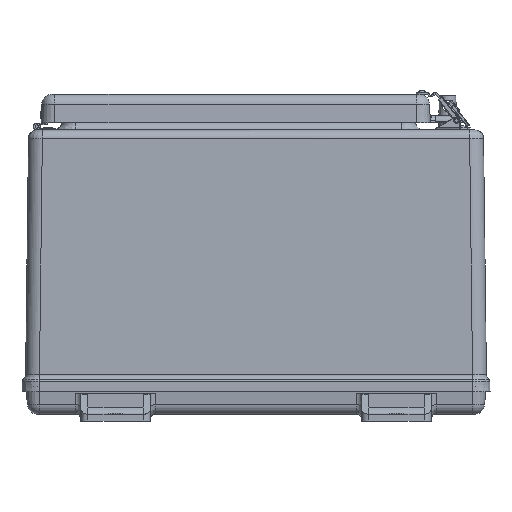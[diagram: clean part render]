
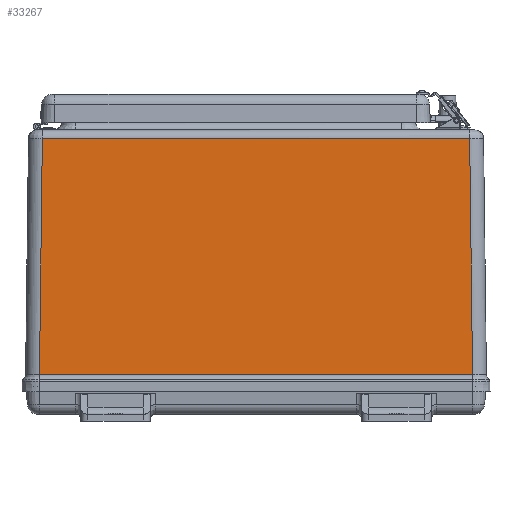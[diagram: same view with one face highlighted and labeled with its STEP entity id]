
A CAD part, front view. The second image highlights one B-rep face of the part: STEP entity #33267.
In plain terms, the highlighted planar face has unit normal (0, -1, 0.012).
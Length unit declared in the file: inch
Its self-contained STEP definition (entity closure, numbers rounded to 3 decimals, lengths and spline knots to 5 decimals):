
#2284 = VECTOR ( 'NONE', #24300, 39.37008 ) ;
#6179 = VERTEX_POINT ( 'NONE', #14066 ) ;
#6927 = ORIENTED_EDGE ( 'NONE', *, *, #44249, .F. ) ;
#7538 = LINE ( 'NONE', #38953, #60524 ) ;
#7983 = VERTEX_POINT ( 'NONE', #52196 ) ;
#8125 = CARTESIAN_POINT ( 'NONE',  ( -7.80746, -10.14595, 0. ) ) ;
#9164 = CARTESIAN_POINT ( 'NONE',  ( 7.80747, -10.14595, 0. ) ) ;
#12183 = VECTOR ( 'NONE', #47406, 39.37008 ) ;
#12877 = EDGE_CURVE ( 'NONE', #7983, #32316, #7538, .T. ) ;
#14066 = CARTESIAN_POINT ( 'NONE',  ( -7.80746, -10.14604, -0.00773 ) ) ;
#14185 = CARTESIAN_POINT ( 'NONE',  ( -8.30745, -10.04284, 8.50142 ) ) ;
#15032 = CARTESIAN_POINT ( 'NONE',  ( -7.70437, -10.04284, 8.50142 ) ) ;
#15153 = EDGE_CURVE ( 'NONE', #7983, #6179, #65122, .T. ) ;
#15838 = CARTESIAN_POINT ( 'NONE',  ( 7.70437, -10.04284, 8.50142 ) ) ;
#17199 = DIRECTION ( 'NONE',  ( 0.012, 0.012, 1. ) ) ;
#18423 = VECTOR ( 'NONE', #50772, 39.37008 ) ;
#19988 = EDGE_CURVE ( 'NONE', #42357, #32316, #48268, .T. ) ;
#20508 = EDGE_CURVE ( 'NONE', #6179, #55325, #31563, .T. ) ;
#21292 = DIRECTION ( 'NONE',  ( 0., -0.012, -1. ) ) ;
#23247 = VECTOR ( 'NONE', #45555, 39.37008 ) ;
#24300 = DIRECTION ( 'NONE',  ( 0., -0.012, -1. ) ) ;
#26247 = CARTESIAN_POINT ( 'NONE',  ( 7.80749, -10.14595, 0. ) ) ;
#30313 = VERTEX_POINT ( 'NONE', #9164 ) ;
#30559 = ORIENTED_EDGE ( 'NONE', *, *, #19988, .T. ) ;
#31267 = PLANE ( 'NONE',  #46135 ) ;
#31563 = LINE ( 'NONE', #40443, #23247 ) ;
#32316 = VERTEX_POINT ( 'NONE', #15032 ) ;
#33267 = ADVANCED_FACE ( 'NONE', ( #59423 ), #31267, .T. ) ;
#35505 = EDGE_LOOP ( 'NONE', ( #36429, #41324, #45851, #6927, #61310, #30559 ) ) ;
#36429 = ORIENTED_EDGE ( 'NONE', *, *, #12877, .F. ) ;
#38953 = CARTESIAN_POINT ( 'NONE',  ( -7.80607, -10.14453, 0.11696 ) ) ;
#39400 = VECTOR ( 'NONE', #42041, 39.37008 ) ;
#40443 = CARTESIAN_POINT ( 'NONE',  ( -8.30745, -10.14604, -0.00773 ) ) ;
#41324 = ORIENTED_EDGE ( 'NONE', *, *, #15153, .T. ) ;
#41365 = EDGE_CURVE ( 'NONE', #30313, #42357, #49341, .T. ) ;
#41872 = CARTESIAN_POINT ( 'NONE',  ( 7.80746, -10.146, -0.00387 ) ) ;
#42041 = DIRECTION ( 'NONE',  ( -0.012, 0.012, 1. ) ) ;
#42357 = VERTEX_POINT ( 'NONE', #15838 ) ;
#43710 = LINE ( 'NONE', #41872, #12183 ) ;
#44249 = EDGE_CURVE ( 'NONE', #30313, #55325, #43710, .T. ) ;
#45555 = DIRECTION ( 'NONE',  ( 1., 0., 0. ) ) ;
#45851 = ORIENTED_EDGE ( 'NONE', *, *, #20508, .T. ) ;
#46135 = AXIS2_PLACEMENT_3D ( 'NONE', #57423, #52807, #21292 ) ;
#47406 = DIRECTION ( 'NONE',  ( 0., -0.012, -1. ) ) ;
#48268 = LINE ( 'NONE', #14185, #18423 ) ;
#49341 = LINE ( 'NONE', #26247, #39400 ) ;
#50772 = DIRECTION ( 'NONE',  ( -1., 0., 0. ) ) ;
#52196 = CARTESIAN_POINT ( 'NONE',  ( -7.80747, -10.14595, 0. ) ) ;
#52807 = DIRECTION ( 'NONE',  ( 0., -1., 0.012 ) ) ;
#55325 = VERTEX_POINT ( 'NONE', #63747 ) ;
#57423 = CARTESIAN_POINT ( 'NONE',  ( -8.30745, -10.14595, 0. ) ) ;
#59423 = FACE_OUTER_BOUND ( 'NONE', #35505, .T. ) ;
#60524 = VECTOR ( 'NONE', #17199, 39.37008 ) ;
#61310 = ORIENTED_EDGE ( 'NONE', *, *, #41365, .T. ) ;
#63747 = CARTESIAN_POINT ( 'NONE',  ( 7.80746, -10.14604, -0.00773 ) ) ;
#65122 = LINE ( 'NONE', #8125, #2284 ) ;
